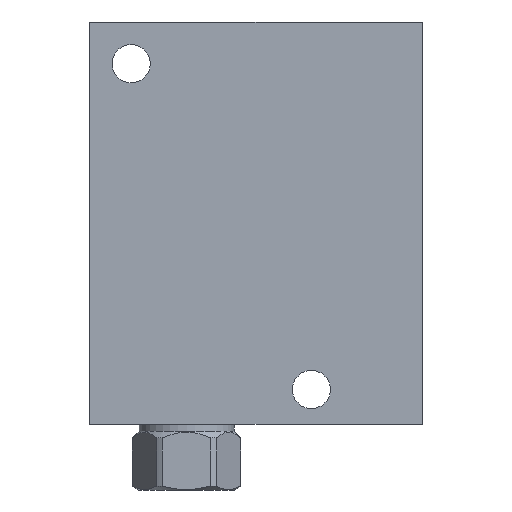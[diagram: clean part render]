
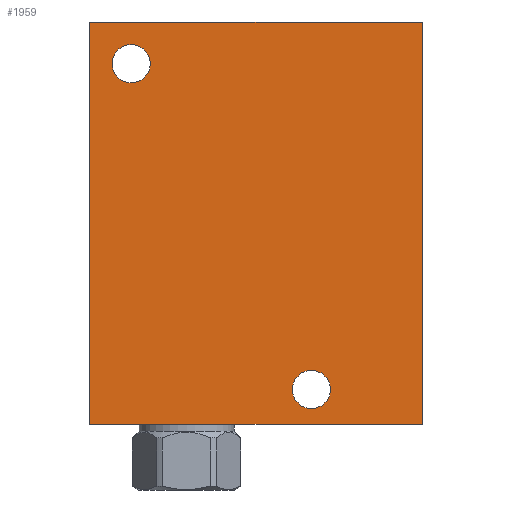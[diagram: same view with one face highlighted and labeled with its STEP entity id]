
A CAD part, front view. The second image highlights one B-rep face of the part: STEP entity #1959.
In plain terms, the highlighted planar face has unit normal (0, -1, 0).
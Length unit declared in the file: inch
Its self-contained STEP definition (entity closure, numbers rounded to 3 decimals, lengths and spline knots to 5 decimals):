
#5=DIRECTION('',(1.,0.,0.));
#6=VECTOR('',#5,3.);
#7=CARTESIAN_POINT('',(0.,-2.,0.));
#8=LINE('',#7,#6);
#75=DIRECTION('',(0.,0.,1.));
#76=VECTOR('',#75,3.625);
#77=CARTESIAN_POINT('',(3.,-2.,0.));
#78=LINE('',#77,#76);
#99=DIRECTION('',(0.,0.,1.));
#100=VECTOR('',#99,3.625);
#101=CARTESIAN_POINT('',(0.,-2.,0.));
#102=LINE('',#101,#100);
#103=CARTESIAN_POINT('',(0.375,-2.,3.25));
#104=DIRECTION('',(0.,-1.,0.));
#105=DIRECTION('',(-1.,0.,0.));
#106=AXIS2_PLACEMENT_3D('',#103,#104,#105);
#108=CARTESIAN_POINT('',(0.375,-2.,3.25));
#109=DIRECTION('',(0.,-1.,0.));
#110=DIRECTION('',(1.,0.,0.));
#111=AXIS2_PLACEMENT_3D('',#108,#109,#110);
#113=CARTESIAN_POINT('',(2.,-2.,0.312));
#114=DIRECTION('',(0.,-1.,0.));
#115=DIRECTION('',(-1.,0.,0.));
#116=AXIS2_PLACEMENT_3D('',#113,#114,#115);
#118=CARTESIAN_POINT('',(2.,-2.,0.312));
#119=DIRECTION('',(0.,-1.,0.));
#120=DIRECTION('',(1.,0.,0.));
#121=AXIS2_PLACEMENT_3D('',#118,#119,#120);
#135=DIRECTION('',(1.,0.,0.));
#136=VECTOR('',#135,3.);
#137=CARTESIAN_POINT('',(0.,-2.,3.625));
#138=LINE('',#137,#136);
#1611=CARTESIAN_POINT('',(0.,-2.,0.));
#1613=VERTEX_POINT('',#1611);
#1614=CARTESIAN_POINT('',(3.,-2.,0.));
#1615=VERTEX_POINT('',#1614);
#1619=CARTESIAN_POINT('',(0.,-2.,3.625));
#1621=VERTEX_POINT('',#1619);
#1622=CARTESIAN_POINT('',(3.,-2.,3.625));
#1623=VERTEX_POINT('',#1622);
#1742=CARTESIAN_POINT('',(0.203,-2.,3.25));
#1743=CARTESIAN_POINT('',(0.547,-2.,3.25));
#1744=VERTEX_POINT('',#1742);
#1745=VERTEX_POINT('',#1743);
#1750=CARTESIAN_POINT('',(1.828,-2.,0.312));
#1751=CARTESIAN_POINT('',(2.172,-2.,0.312));
#1752=VERTEX_POINT('',#1750);
#1753=VERTEX_POINT('',#1751);
#1935=CARTESIAN_POINT('',(0.,-2.,0.));
#1936=DIRECTION('',(0.,-1.,0.));
#1937=DIRECTION('',(1.,0.,0.));
#1938=AXIS2_PLACEMENT_3D('',#1935,#1936,#1937);
#1939=PLANE('',#1938);
#1940=ORIENTED_EDGE('',*,*,#1841,.F.);
#1941=ORIENTED_EDGE('',*,*,#1866,.T.);
#1943=ORIENTED_EDGE('',*,*,#1942,.T.);
#1944=ORIENTED_EDGE('',*,*,#1915,.F.);
#1945=EDGE_LOOP('',(#1940,#1941,#1943,#1944));
#1946=FACE_OUTER_BOUND('',#1945,.F.);
#1948=ORIENTED_EDGE('',*,*,#1947,.T.);
#1950=ORIENTED_EDGE('',*,*,#1949,.T.);
#1951=EDGE_LOOP('',(#1948,#1950));
#1952=FACE_BOUND('',#1951,.F.);
#1954=ORIENTED_EDGE('',*,*,#1953,.T.);
#1956=ORIENTED_EDGE('',*,*,#1955,.T.);
#1957=EDGE_LOOP('',(#1954,#1956));
#1958=FACE_BOUND('',#1957,.F.);
#1959=ADVANCED_FACE('',(#1946,#1952,#1958),#1939,.T.);
#107=CIRCLE('',#106,0.172);
#112=CIRCLE('',#111,0.172);
#117=CIRCLE('',#116,0.172);
#122=CIRCLE('',#121,0.172);
#1841=EDGE_CURVE('',#1613,#1615,#8,.T.);
#1866=EDGE_CURVE('',#1613,#1621,#102,.T.);
#1915=EDGE_CURVE('',#1615,#1623,#78,.T.);
#1942=EDGE_CURVE('',#1621,#1623,#138,.T.);
#1947=EDGE_CURVE('',#1744,#1745,#107,.T.);
#1949=EDGE_CURVE('',#1745,#1744,#112,.T.);
#1953=EDGE_CURVE('',#1752,#1753,#117,.T.);
#1955=EDGE_CURVE('',#1753,#1752,#122,.T.);
